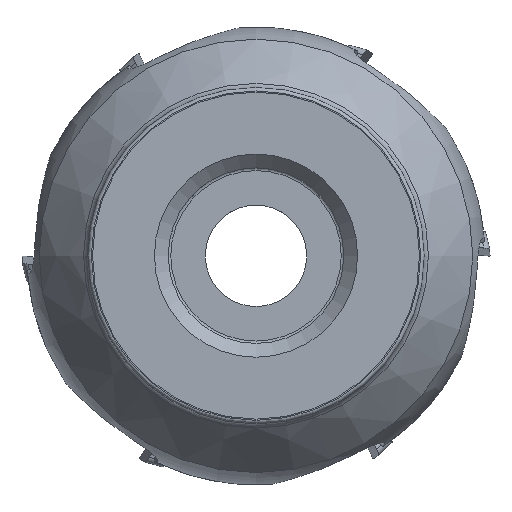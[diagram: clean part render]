
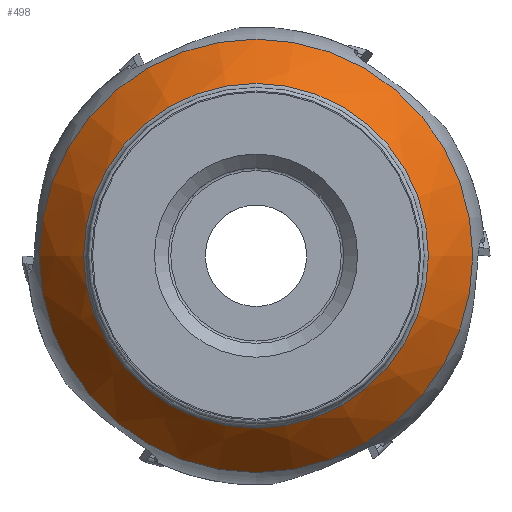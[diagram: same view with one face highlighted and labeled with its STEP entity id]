
A CAD part, top view. The second image highlights one B-rep face of the part: STEP entity #498.
In plain terms, the highlighted face is a revolution surface.
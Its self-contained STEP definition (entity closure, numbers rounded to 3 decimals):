
#135=SURFACE_OF_REVOLUTION('',#139,#137);
#137=AXIS1_PLACEMENT('',#4296,#2981);
#139=(
BOUNDED_CURVE()
B_SPLINE_CURVE(3,(#4292,#4293,#4294,#4295),.UNSPECIFIED.,.F.,.F.)
B_SPLINE_CURVE_WITH_KNOTS((4,4),(0.,1.),.UNSPECIFIED.)
CURVE()
GEOMETRIC_REPRESENTATION_ITEM()
RATIONAL_B_SPLINE_CURVE((1.,0.99,0.99,1.))
REPRESENTATION_ITEM('')
);
#157=FACE_BOUND('',#770,.T.);
#158=FACE_BOUND('',#771,.T.);
#498=ADVANCED_FACE('SU_3',(#157,#158),#135,.F.);
#770=EDGE_LOOP('',(#1269));
#771=EDGE_LOOP('',(#1270));
#1269=ORIENTED_EDGE('',*,*,#2136,.T.);
#1270=ORIENTED_EDGE('',*,*,#2135,.F.);
#1863=VERTEX_POINT('',#4284);
#1864=VERTEX_POINT('',#4291);
#2135=EDGE_CURVE('',#1863,#1863,#2325,.T.);
#2136=EDGE_CURVE('',#1864,#1864,#2326,.T.);
#2325=CIRCLE('',#2585,47.052);
#2326=CIRCLE('',#2586,37.425);
#2585=AXIS2_PLACEMENT_3D('',#4283,#2976,#2977);
#2586=AXIS2_PLACEMENT_3D('',#4290,#2979,#2980);
#2976=DIRECTION('',(0.,0.,-1.));
#2977=DIRECTION('',(-1.,0.,0.));
#2979=DIRECTION('',(0.,0.,-1.));
#2980=DIRECTION('',(-1.,0.,0.));
#2981=DIRECTION('',(0.,0.,-1.));
#4283=CARTESIAN_POINT('',(0.,0.,-34.553));
#4284=CARTESIAN_POINT('',(-47.052,0.,-34.553));
#4290=CARTESIAN_POINT('',(0.,0.,-21.948));
#4291=CARTESIAN_POINT('',(-37.425,0.,-21.948));
#4292=CARTESIAN_POINT('',(-47.052,0.,-34.553));
#4293=CARTESIAN_POINT('',(-44.592,0.,-30.21));
#4294=CARTESIAN_POINT('',(-41.351,0.,-25.966));
#4295=CARTESIAN_POINT('',(-37.425,0.,-21.948));
#4296=CARTESIAN_POINT('',(0.,0.,-48.9));
